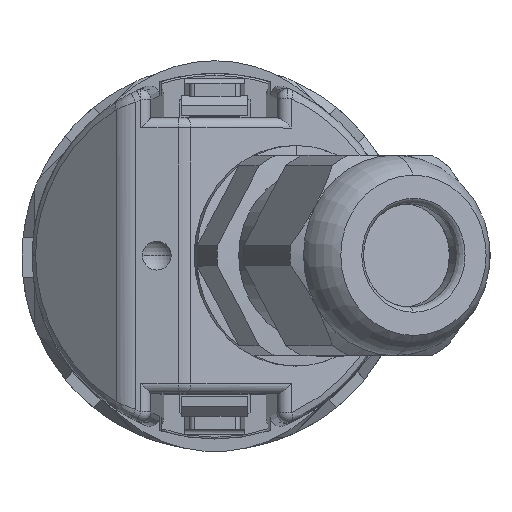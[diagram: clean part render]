
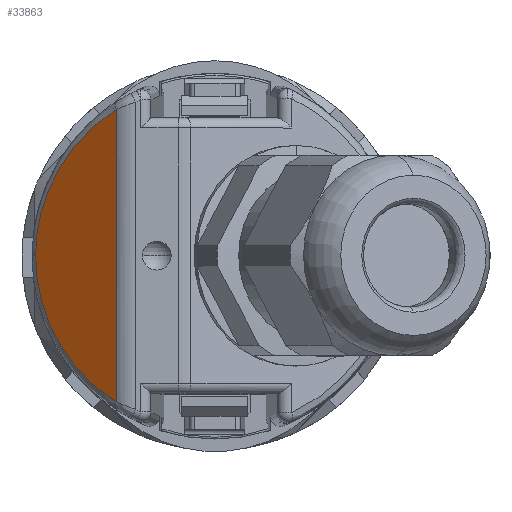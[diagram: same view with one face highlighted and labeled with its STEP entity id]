
A CAD part, top view. The second image highlights one B-rep face of the part: STEP entity #33863.
In plain terms, the highlighted face is planar.
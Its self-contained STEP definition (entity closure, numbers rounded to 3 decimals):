
#8810 = ORIENTED_EDGE ( 'NONE', *, *, #24746, .T. ) ;
#15095 = FACE_OUTER_BOUND ( 'NONE', #90036, .T. ) ;
#17929 =( BOUNDED_CURVE ( )  B_SPLINE_CURVE ( 3, ( #119927, #209068, #155837, #173817 ),
 .UNSPECIFIED., .F., .F. ) 
 B_SPLINE_CURVE_WITH_KNOTS ( ( 4, 4 ),
 ( 5.274, 6.283 ),
 .UNSPECIFIED. ) 
 CURVE ( )  GEOMETRIC_REPRESENTATION_ITEM ( )  RATIONAL_B_SPLINE_CURVE ( ( 1., 0.917, 0.917, 1. ) ) 
 REPRESENTATION_ITEM ( '' )  );
#24746 = EDGE_CURVE ( 'NONE', #140056, #199047, #204065, .T. ) ;
#25058 = CARTESIAN_POINT ( 'NONE',  ( 14.596, 9.836, 49.298 ) ) ;
#25561 = CARTESIAN_POINT ( 'NONE',  ( -11.366, 14.964, 44.995 ) ) ;
#33863 = ADVANCED_FACE ( 'NONE', ( #15095 ), #62366, .F. ) ;
#46659 = CARTESIAN_POINT ( 'NONE',  ( -23., 22.5, 38.672 ) ) ;
#62366 = PLANE ( 'NONE',  #129536 ) ;
#70741 =( BOUNDED_CURVE ( )  B_SPLINE_CURVE ( 3, ( #185965, #114058, #25561, #150741 ),
 .UNSPECIFIED., .F., .F. ) 
 B_SPLINE_CURVE_WITH_KNOTS ( ( 4, 4 ),
 ( 0., 1.009 ),
 .UNSPECIFIED. ) 
 CURVE ( )  GEOMETRIC_REPRESENTATION_ITEM ( )  RATIONAL_B_SPLINE_CURVE ( ( 1., 0.917, 0.917, 1. ) ) 
 REPRESENTATION_ITEM ( '' )  );
#83526 = DIRECTION ( 'NONE',  ( 0., -0.643, -0.766 ) ) ;
#90036 = EDGE_LOOP ( 'NONE', ( #8810, #210510, #137274 ) ) ;
#108955 = VECTOR ( 'NONE', #157383, 1000. ) ;
#112229 = EDGE_CURVE ( 'NONE', #199047, #170438, #17929, .T. ) ;
#114058 = CARTESIAN_POINT ( 'NONE',  ( -6.06, 17.893, 42.538 ) ) ;
#119927 = CARTESIAN_POINT ( 'NONE',  ( 14.596, 9.836, 49.298 ) ) ;
#121586 = CARTESIAN_POINT ( 'NONE',  ( 0., 17.893, 42.538 ) ) ;
#129536 = AXIS2_PLACEMENT_3D ( 'NONE', #46659, #83526, #208588 ) ;
#137274 = ORIENTED_EDGE ( 'NONE', *, *, #174331, .T. ) ;
#140056 = VERTEX_POINT ( 'NONE', #214975 ) ;
#150741 = CARTESIAN_POINT ( 'NONE',  ( -14.596, 9.836, 49.298 ) ) ;
#155837 = CARTESIAN_POINT ( 'NONE',  ( 6.06, 17.893, 42.538 ) ) ;
#157383 = DIRECTION ( 'NONE',  ( 1., 0., 0. ) ) ;
#170438 = VERTEX_POINT ( 'NONE', #121586 ) ;
#173817 = CARTESIAN_POINT ( 'NONE',  ( 0., 17.893, 42.538 ) ) ;
#174331 = EDGE_CURVE ( 'NONE', #170438, #140056, #70741, .T. ) ;
#185965 = CARTESIAN_POINT ( 'NONE',  ( 0., 17.893, 42.538 ) ) ;
#199047 = VERTEX_POINT ( 'NONE', #25058 ) ;
#204065 = LINE ( 'NONE', #229386, #108955 ) ;
#208588 = DIRECTION ( 'NONE',  ( 0., 0.766, -0.643 ) ) ;
#209068 = CARTESIAN_POINT ( 'NONE',  ( 11.366, 14.964, 44.995 ) ) ;
#210510 = ORIENTED_EDGE ( 'NONE', *, *, #112229, .T. ) ;
#214975 = CARTESIAN_POINT ( 'NONE',  ( -14.596, 9.836, 49.298 ) ) ;
#229386 = CARTESIAN_POINT ( 'NONE',  ( 15.876, 9.836, 49.298 ) ) ;
